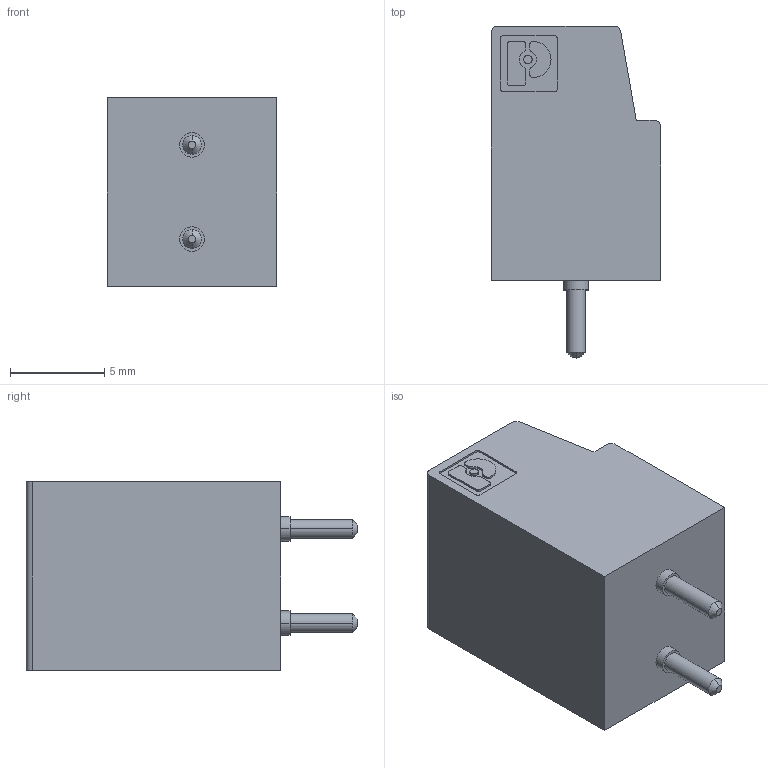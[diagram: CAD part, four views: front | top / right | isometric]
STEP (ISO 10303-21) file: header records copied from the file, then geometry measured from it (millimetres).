
FILE_DESCRIPTION (( 'STEP AP203' ), '1' );
FILE_NAME ('70055131.stp', '2020-05-02T15:21:47', ( '' ), ( '' ), 'SwSTEP 2.0', 'SolidWorks 2016', '' );
FILE_SCHEMA (( 'CONFIG_CONTROL_DESIGN' ));
Length unit declared in the file: millimetre
Products named in the file (1): 70055131
Bounding box: 9 x 17.6 x 10 mm (x, y, z)
Volume: 908.6 mm3; surface area: 1001.2 mm2
Topology: 1 solids, 1 shells, 158 faces, 424 edges, 282 vertices
Faces by surface type: plane 95, cylinder 51, cone 8, torus 4
Entity records: 5151 total; most frequent: CARTESIAN_POINT 1021, DIRECTION 852, ORIENTED_EDGE 848, EDGE_CURVE 424, AXIS2_PLACEMENT_3D 289, VERTEX_POINT 282, LINE 274, VECTOR 274
